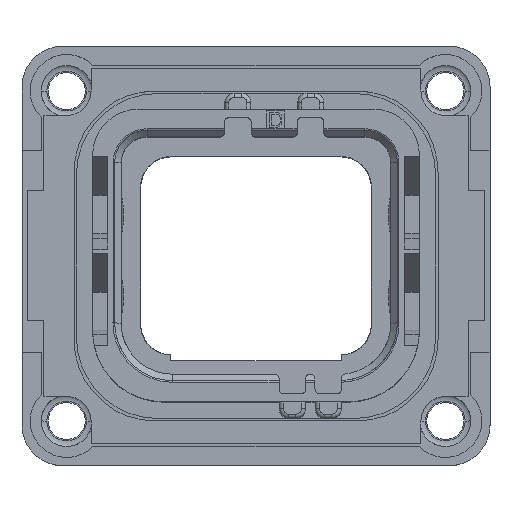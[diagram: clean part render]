
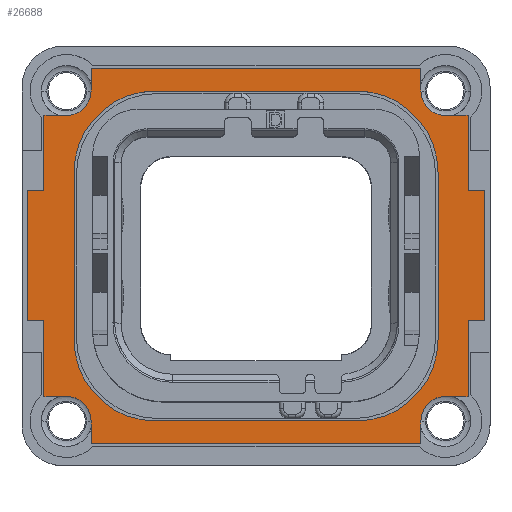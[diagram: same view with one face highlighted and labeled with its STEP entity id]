
A CAD part, top view. The second image highlights one B-rep face of the part: STEP entity #26688.
In plain terms, the highlighted planar face has unit normal (0, 0, 1).
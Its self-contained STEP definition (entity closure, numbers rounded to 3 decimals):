
#961=DIRECTION('',(0.,-1.,0.));
#962=VECTOR('',#961,4.65);
#963=CARTESIAN_POINT('',(-13.05,-4.,2.31));
#964=LINE('',#963,#962);
#965=DIRECTION('',(1.,0.,0.));
#966=VECTOR('',#965,1.);
#967=CARTESIAN_POINT('',(-14.05,-4.,2.31));
#968=LINE('',#967,#966);
#969=DIRECTION('',(0.,-1.,0.));
#970=VECTOR('',#969,8.);
#971=CARTESIAN_POINT('',(-14.05,4.,2.31));
#972=LINE('',#971,#970);
#973=DIRECTION('',(-1.,0.,0.));
#974=VECTOR('',#973,1.);
#975=CARTESIAN_POINT('',(-13.05,4.,2.31));
#976=LINE('',#975,#974);
#977=DIRECTION('',(0.,-1.,0.));
#978=VECTOR('',#977,4.65);
#979=CARTESIAN_POINT('',(-13.05,8.65,2.31));
#980=LINE('',#979,#978);
#981=DIRECTION('',(1.,0.,0.));
#982=VECTOR('',#981,1.4);
#983=CARTESIAN_POINT('',(-13.05,8.65,2.31));
#984=LINE('',#983,#982);
#985=CARTESIAN_POINT('',(-11.65,10.15,2.31));
#986=DIRECTION('',(0.,0.,1.));
#987=DIRECTION('',(0.,-1.,0.));
#988=AXIS2_PLACEMENT_3D('',#985,#986,#987);
#990=DIRECTION('',(0.,-1.,0.));
#991=VECTOR('',#990,1.4);
#992=CARTESIAN_POINT('',(-10.15,11.55,2.31));
#993=LINE('',#992,#991);
#994=DIRECTION('',(-1.,0.,0.));
#995=VECTOR('',#994,20.3);
#996=CARTESIAN_POINT('',(10.15,11.55,2.31));
#997=LINE('',#996,#995);
#998=DIRECTION('',(0.,-1.,0.));
#999=VECTOR('',#998,1.4);
#1000=CARTESIAN_POINT('',(10.15,11.55,2.31));
#1001=LINE('',#1000,#999);
#1002=CARTESIAN_POINT('',(11.65,10.15,2.31));
#1003=DIRECTION('',(0.,0.,1.));
#1004=DIRECTION('',(-1.,0.,0.));
#1005=AXIS2_PLACEMENT_3D('',#1002,#1003,#1004);
#1007=DIRECTION('',(-1.,0.,0.));
#1008=VECTOR('',#1007,1.4);
#1009=CARTESIAN_POINT('',(13.05,8.65,2.31));
#1010=LINE('',#1009,#1008);
#1011=DIRECTION('',(0.,1.,0.));
#1012=VECTOR('',#1011,4.65);
#1013=CARTESIAN_POINT('',(13.05,4.,2.31));
#1014=LINE('',#1013,#1012);
#1015=DIRECTION('',(-1.,0.,0.));
#1016=VECTOR('',#1015,1.);
#1017=CARTESIAN_POINT('',(14.05,4.,2.31));
#1018=LINE('',#1017,#1016);
#1019=DIRECTION('',(0.,1.,0.));
#1020=VECTOR('',#1019,8.);
#1021=CARTESIAN_POINT('',(14.05,-4.,2.31));
#1022=LINE('',#1021,#1020);
#1023=DIRECTION('',(1.,0.,0.));
#1024=VECTOR('',#1023,1.);
#1025=CARTESIAN_POINT('',(13.05,-4.,2.31));
#1026=LINE('',#1025,#1024);
#1027=DIRECTION('',(0.,1.,0.));
#1028=VECTOR('',#1027,4.65);
#1029=CARTESIAN_POINT('',(13.05,-8.65,2.31));
#1030=LINE('',#1029,#1028);
#1031=DIRECTION('',(-1.,0.,0.));
#1032=VECTOR('',#1031,1.4);
#1033=CARTESIAN_POINT('',(13.05,-8.65,2.31));
#1034=LINE('',#1033,#1032);
#1035=CARTESIAN_POINT('',(11.65,-10.15,2.31));
#1036=DIRECTION('',(0.,0.,1.));
#1037=DIRECTION('',(0.,1.,0.));
#1038=AXIS2_PLACEMENT_3D('',#1035,#1036,#1037);
#1040=DIRECTION('',(0.,1.,0.));
#1041=VECTOR('',#1040,1.4);
#1042=CARTESIAN_POINT('',(10.15,-11.55,2.31));
#1043=LINE('',#1042,#1041);
#1044=DIRECTION('',(1.,0.,0.));
#1045=VECTOR('',#1044,20.3);
#1046=CARTESIAN_POINT('',(-10.15,-11.55,2.31));
#1047=LINE('',#1046,#1045);
#1048=DIRECTION('',(0.,1.,0.));
#1049=VECTOR('',#1048,1.4);
#1050=CARTESIAN_POINT('',(-10.15,-11.55,2.31));
#1051=LINE('',#1050,#1049);
#1052=CARTESIAN_POINT('',(-11.65,-10.15,2.31));
#1053=DIRECTION('',(0.,0.,1.));
#1054=DIRECTION('',(1.,0.,0.));
#1055=AXIS2_PLACEMENT_3D('',#1052,#1053,#1054);
#1057=DIRECTION('',(1.,0.,0.));
#1058=VECTOR('',#1057,1.4);
#1059=CARTESIAN_POINT('',(-13.05,-8.65,2.31));
#1060=LINE('',#1059,#1058);
#1061=DIRECTION('',(0.,-1.,0.));
#1062=VECTOR('',#1061,10.3);
#1063=CARTESIAN_POINT('',(11.2,5.15,2.31));
#1064=LINE('',#1063,#1062);
#1065=DIRECTION('',(1.,0.,0.));
#1066=VECTOR('',#1065,12.4);
#1067=CARTESIAN_POINT('',(-6.2,10.15,2.31));
#1068=LINE('',#1067,#1066);
#1069=DIRECTION('',(0.,1.,0.));
#1070=VECTOR('',#1069,10.3);
#1071=CARTESIAN_POINT('',(-11.2,-5.15,2.31));
#1072=LINE('',#1071,#1070);
#1073=DIRECTION('',(-1.,0.,0.));
#1074=VECTOR('',#1073,12.4);
#1075=CARTESIAN_POINT('',(6.2,-10.15,2.31));
#1076=LINE('',#1075,#1074);
#1181=CARTESIAN_POINT('',(-6.2,-5.15,2.31));
#1182=DIRECTION('',(0.,0.,-1.));
#1183=DIRECTION('',(0.,-1.,0.));
#1184=AXIS2_PLACEMENT_3D('',#1181,#1182,#1183);
#1194=CARTESIAN_POINT('',(6.2,-5.15,2.31));
#1195=DIRECTION('',(0.,0.,-1.));
#1196=DIRECTION('',(1.,0.,0.));
#1197=AXIS2_PLACEMENT_3D('',#1194,#1195,#1196);
#1199=CARTESIAN_POINT('',(-6.2,5.15,2.31));
#1200=DIRECTION('',(0.,0.,-1.));
#1201=DIRECTION('',(-1.,0.,0.));
#1202=AXIS2_PLACEMENT_3D('',#1199,#1200,#1201);
#1212=CARTESIAN_POINT('',(6.2,5.15,2.31));
#1213=DIRECTION('',(0.,0.,-1.));
#1214=DIRECTION('',(0.,1.,0.));
#1215=AXIS2_PLACEMENT_3D('',#1212,#1213,#1214);
#24783=CARTESIAN_POINT('',(-11.2,-5.15,2.31));
#24784=CARTESIAN_POINT('',(-11.2,5.15,2.31));
#24785=VERTEX_POINT('',#24783);
#24786=VERTEX_POINT('',#24784);
#24787=CARTESIAN_POINT('',(-6.2,10.15,2.31));
#24788=CARTESIAN_POINT('',(6.2,10.15,2.31));
#24789=VERTEX_POINT('',#24787);
#24790=VERTEX_POINT('',#24788);
#24791=CARTESIAN_POINT('',(11.2,5.15,2.31));
#24792=CARTESIAN_POINT('',(11.2,-5.15,2.31));
#24793=VERTEX_POINT('',#24791);
#24794=VERTEX_POINT('',#24792);
#24795=CARTESIAN_POINT('',(6.2,-10.15,2.31));
#24796=CARTESIAN_POINT('',(-6.2,-10.15,2.31));
#24797=VERTEX_POINT('',#24795);
#24798=VERTEX_POINT('',#24796);
#24815=CARTESIAN_POINT('',(10.15,10.15,2.31));
#24816=CARTESIAN_POINT('',(11.65,8.65,2.31));
#24817=VERTEX_POINT('',#24815);
#24818=VERTEX_POINT('',#24816);
#24819=CARTESIAN_POINT('',(13.05,8.65,2.31));
#24820=VERTEX_POINT('',#24819);
#24821=CARTESIAN_POINT('',(10.15,11.55,2.31));
#24822=VERTEX_POINT('',#24821);
#24823=CARTESIAN_POINT('',(11.65,-8.65,2.31));
#24824=CARTESIAN_POINT('',(10.15,-10.15,2.31));
#24825=VERTEX_POINT('',#24823);
#24826=VERTEX_POINT('',#24824);
#24827=CARTESIAN_POINT('',(10.15,-11.55,2.31));
#24828=VERTEX_POINT('',#24827);
#24829=CARTESIAN_POINT('',(13.05,-8.65,2.31));
#24830=VERTEX_POINT('',#24829);
#24831=CARTESIAN_POINT('',(-10.15,-10.15,2.31));
#24832=CARTESIAN_POINT('',(-11.65,-8.65,2.31));
#24833=VERTEX_POINT('',#24831);
#24834=VERTEX_POINT('',#24832);
#24835=CARTESIAN_POINT('',(-13.05,-8.65,2.31));
#24836=VERTEX_POINT('',#24835);
#24837=CARTESIAN_POINT('',(-10.15,-11.55,2.31));
#24838=VERTEX_POINT('',#24837);
#24839=CARTESIAN_POINT('',(-10.15,11.55,2.31));
#24840=CARTESIAN_POINT('',(-10.15,10.15,2.31));
#24841=VERTEX_POINT('',#24839);
#24842=VERTEX_POINT('',#24840);
#24843=CARTESIAN_POINT('',(-13.05,8.65,2.31));
#24844=CARTESIAN_POINT('',(-11.65,8.65,2.31));
#24845=VERTEX_POINT('',#24843);
#24846=VERTEX_POINT('',#24844);
#24847=CARTESIAN_POINT('',(14.05,-4.,2.31));
#24848=CARTESIAN_POINT('',(14.05,4.,2.31));
#24849=VERTEX_POINT('',#24847);
#24850=VERTEX_POINT('',#24848);
#24851=CARTESIAN_POINT('',(-14.05,4.,2.31));
#24852=CARTESIAN_POINT('',(-14.05,-4.,2.31));
#24853=VERTEX_POINT('',#24851);
#24854=VERTEX_POINT('',#24852);
#24855=CARTESIAN_POINT('',(13.05,-4.,2.31));
#24856=VERTEX_POINT('',#24855);
#24857=CARTESIAN_POINT('',(13.05,4.,2.31));
#24858=VERTEX_POINT('',#24857);
#24859=CARTESIAN_POINT('',(-13.05,4.,2.31));
#24860=VERTEX_POINT('',#24859);
#24861=CARTESIAN_POINT('',(-13.05,-4.,2.31));
#24862=VERTEX_POINT('',#24861);
#26635=CARTESIAN_POINT('',(0.,0.,2.31));
#26636=DIRECTION('',(0.,0.,1.));
#26637=DIRECTION('',(1.,0.,0.));
#26638=AXIS2_PLACEMENT_3D('',#26635,#26636,#26637);
#26639=PLANE('',#26638);
#26640=ORIENTED_EDGE('',*,*,#26259,.F.);
#26641=ORIENTED_EDGE('',*,*,#26273,.F.);
#26642=ORIENTED_EDGE('',*,*,#26287,.F.);
#26643=ORIENTED_EDGE('',*,*,#26301,.F.);
#26644=ORIENTED_EDGE('',*,*,#26315,.F.);
#26645=ORIENTED_EDGE('',*,*,#26331,.T.);
#26647=ORIENTED_EDGE('',*,*,#26646,.T.);
#26648=ORIENTED_EDGE('',*,*,#26390,.F.);
#26649=ORIENTED_EDGE('',*,*,#26406,.F.);
#26650=ORIENTED_EDGE('',*,*,#26422,.T.);
#26652=ORIENTED_EDGE('',*,*,#26651,.T.);
#26653=ORIENTED_EDGE('',*,*,#26481,.F.);
#26654=ORIENTED_EDGE('',*,*,#26497,.F.);
#26655=ORIENTED_EDGE('',*,*,#26511,.F.);
#26656=ORIENTED_EDGE('',*,*,#26525,.F.);
#26657=ORIENTED_EDGE('',*,*,#26539,.F.);
#26658=ORIENTED_EDGE('',*,*,#26553,.F.);
#26659=ORIENTED_EDGE('',*,*,#26569,.T.);
#26661=ORIENTED_EDGE('',*,*,#26660,.T.);
#26662=ORIENTED_EDGE('',*,*,#26627,.F.);
#26663=ORIENTED_EDGE('',*,*,#26167,.F.);
#26664=ORIENTED_EDGE('',*,*,#26184,.T.);
#26666=ORIENTED_EDGE('',*,*,#26665,.T.);
#26667=ORIENTED_EDGE('',*,*,#26243,.F.);
#26668=EDGE_LOOP('',(#26640,#26641,#26642,#26643,#26644,#26645,#26647,#26648,
#26649,#26650,#26652,#26653,#26654,#26655,#26656,#26657,#26658,#26659,#26661,
#26662,#26663,#26664,#26666,#26667));
#26669=FACE_OUTER_BOUND('',#26668,.F.);
#26671=ORIENTED_EDGE('',*,*,#26670,.F.);
#26673=ORIENTED_EDGE('',*,*,#26672,.F.);
#26675=ORIENTED_EDGE('',*,*,#26674,.F.);
#26677=ORIENTED_EDGE('',*,*,#26676,.F.);
#26679=ORIENTED_EDGE('',*,*,#26678,.F.);
#26681=ORIENTED_EDGE('',*,*,#26680,.F.);
#26683=ORIENTED_EDGE('',*,*,#26682,.F.);
#26685=ORIENTED_EDGE('',*,*,#26684,.F.);
#26686=EDGE_LOOP('',(#26671,#26673,#26675,#26677,#26679,#26681,#26683,#26685));
#26687=FACE_BOUND('',#26686,.F.);
#26688=ADVANCED_FACE('',(#26669,#26687),#26639,.T.);
#989=CIRCLE('',#988,1.5);
#1006=CIRCLE('',#1005,1.5);
#1039=CIRCLE('',#1038,1.5);
#1056=CIRCLE('',#1055,1.5);
#1185=CIRCLE('',#1184,5.);
#1198=CIRCLE('',#1197,5.);
#1203=CIRCLE('',#1202,5.);
#1216=CIRCLE('',#1215,5.);
#26167=EDGE_CURVE('',#24838,#24828,#1047,.T.);
#26184=EDGE_CURVE('',#24838,#24833,#1051,.T.);
#26243=EDGE_CURVE('',#24836,#24834,#1060,.T.);
#26259=EDGE_CURVE('',#24862,#24836,#964,.T.);
#26273=EDGE_CURVE('',#24854,#24862,#968,.T.);
#26287=EDGE_CURVE('',#24853,#24854,#972,.T.);
#26301=EDGE_CURVE('',#24860,#24853,#976,.T.);
#26315=EDGE_CURVE('',#24845,#24860,#980,.T.);
#26331=EDGE_CURVE('',#24845,#24846,#984,.T.);
#26390=EDGE_CURVE('',#24841,#24842,#993,.T.);
#26406=EDGE_CURVE('',#24822,#24841,#997,.T.);
#26422=EDGE_CURVE('',#24822,#24817,#1001,.T.);
#26481=EDGE_CURVE('',#24820,#24818,#1010,.T.);
#26497=EDGE_CURVE('',#24858,#24820,#1014,.T.);
#26511=EDGE_CURVE('',#24850,#24858,#1018,.T.);
#26525=EDGE_CURVE('',#24849,#24850,#1022,.T.);
#26539=EDGE_CURVE('',#24856,#24849,#1026,.T.);
#26553=EDGE_CURVE('',#24830,#24856,#1030,.T.);
#26569=EDGE_CURVE('',#24830,#24825,#1034,.T.);
#26627=EDGE_CURVE('',#24828,#24826,#1043,.T.);
#26646=EDGE_CURVE('',#24846,#24842,#989,.T.);
#26651=EDGE_CURVE('',#24817,#24818,#1006,.T.);
#26660=EDGE_CURVE('',#24825,#24826,#1039,.T.);
#26665=EDGE_CURVE('',#24833,#24834,#1056,.T.);
#26670=EDGE_CURVE('',#24793,#24794,#1064,.T.);
#26672=EDGE_CURVE('',#24790,#24793,#1216,.T.);
#26674=EDGE_CURVE('',#24789,#24790,#1068,.T.);
#26676=EDGE_CURVE('',#24786,#24789,#1203,.T.);
#26678=EDGE_CURVE('',#24785,#24786,#1072,.T.);
#26680=EDGE_CURVE('',#24798,#24785,#1185,.T.);
#26682=EDGE_CURVE('',#24797,#24798,#1076,.T.);
#26684=EDGE_CURVE('',#24794,#24797,#1198,.T.);
